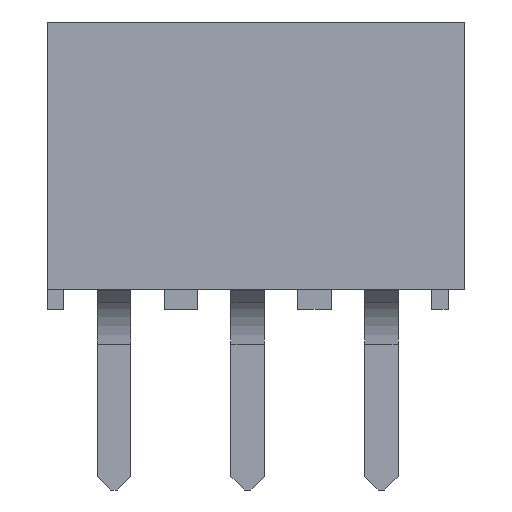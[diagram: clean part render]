
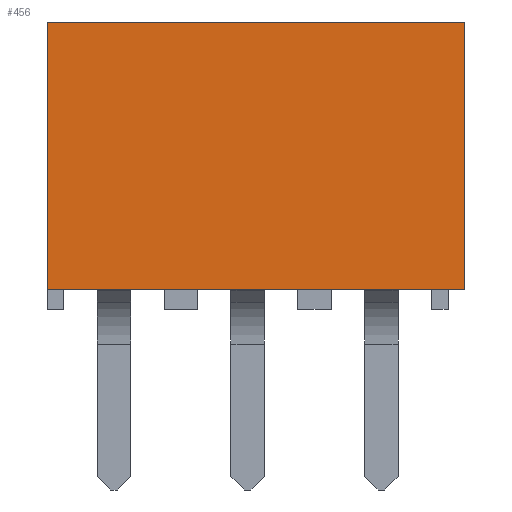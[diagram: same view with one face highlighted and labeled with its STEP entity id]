
A CAD part, front view. The second image highlights one B-rep face of the part: STEP entity #456.
In plain terms, the highlighted planar face has unit normal (0, -1, 0).
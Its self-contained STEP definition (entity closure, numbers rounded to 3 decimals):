
#456 = ADVANCED_FACE( '', ( #1087 ), #1088, .T. );
#1087 = FACE_OUTER_BOUND( '', #1971, .T. );
#1088 = PLANE( '', #1972 );
#1971 = EDGE_LOOP( '', ( #3433, #3434, #3435, #3436 ) );
#1972 = AXIS2_PLACEMENT_3D( '', #3437, #3438, #3439 );
#3433 = ORIENTED_EDGE( '', *, *, #5189, .F. );
#3434 = ORIENTED_EDGE( '', *, *, #5594, .T. );
#3435 = ORIENTED_EDGE( '', *, *, #5565, .T. );
#3436 = ORIENTED_EDGE( '', *, *, #5595, .T. );
#3437 = CARTESIAN_POINT( '', ( 0., -1.25, 0. ) );
#3438 = DIRECTION( '', ( 0., -1., 0. ) );
#3439 = DIRECTION( '', ( 0., 0., -1. ) );
#5189 = EDGE_CURVE( '', #6251, #6253, #6254, .T. );
#5565 = EDGE_CURVE( '', #6874, #6878, #6880, .F. );
#5594 = EDGE_CURVE( '', #6251, #6874, #6921, .T. );
#5595 = EDGE_CURVE( '', #6878, #6253, #6922, .F. );
#6251 = VERTEX_POINT( '', #7791 );
#6253 = VERTEX_POINT( '', #7794 );
#6254 = LINE( '', #7795, #7796 );
#6874 = VERTEX_POINT( '', #8785 );
#6878 = VERTEX_POINT( '', #8791 );
#6880 = LINE( '', #8794, #8795 );
#6921 = LINE( '', #8850, #8851 );
#6922 = LINE( '', #8852, #8853 );
#7791 = CARTESIAN_POINT( '', ( 0., -1.25, -1.85 ) );
#7794 = CARTESIAN_POINT( '', ( 0., -1.25, 2.15 ) );
#7795 = CARTESIAN_POINT( '', ( 0., -1.25, 0. ) );
#7796 = VECTOR( '', #10026, 1000. );
#8785 = CARTESIAN_POINT( '', ( 6.25, -1.25, -1.85 ) );
#8791 = CARTESIAN_POINT( '', ( 6.25, -1.25, 2.15 ) );
#8794 = CARTESIAN_POINT( '', ( 6.25, -1.25, 0. ) );
#8795 = VECTOR( '', #10447, 1000. );
#8850 = CARTESIAN_POINT( '', ( 0., -1.25, -1.85 ) );
#8851 = VECTOR( '', #10486, 1000. );
#8852 = CARTESIAN_POINT( '', ( 0., -1.25, 2.15 ) );
#8853 = VECTOR( '', #10487, 1000. );
#10026 = DIRECTION( '', ( 0., 0., 1. ) );
#10447 = DIRECTION( '', ( 0., 0., -1. ) );
#10486 = DIRECTION( '', ( 1., 0., 0. ) );
#10487 = DIRECTION( '', ( 1., 0., 0. ) );
